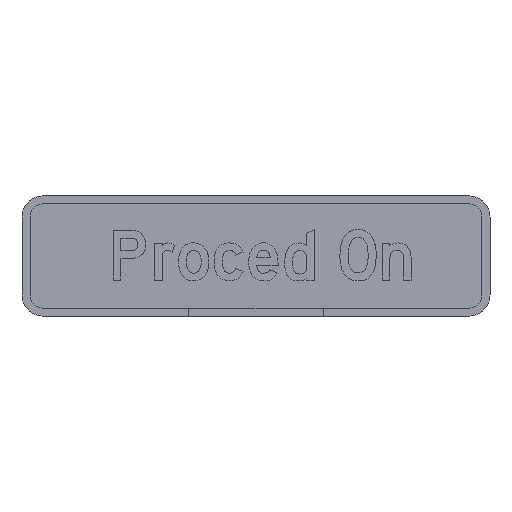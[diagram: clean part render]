
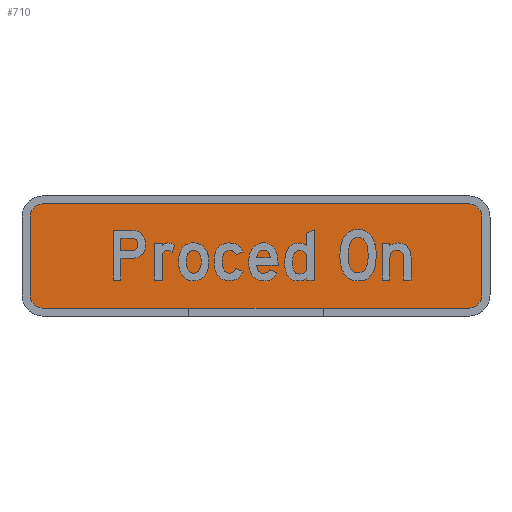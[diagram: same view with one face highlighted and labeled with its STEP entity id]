
A CAD part, top view. The second image highlights one B-rep face of the part: STEP entity #710.
In plain terms, the highlighted planar face has unit normal (0, 0, 1).
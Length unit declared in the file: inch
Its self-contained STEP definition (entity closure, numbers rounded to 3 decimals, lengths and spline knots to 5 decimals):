
#319 = VERTEX_POINT('',#320);
#320 = CARTESIAN_POINT('',(3.12992,-0.76772,
    0.05906));
#326 = EDGE_CURVE('',#327,#319,#329,.T.);
#327 = VERTEX_POINT('',#328);
#328 = CARTESIAN_POINT('',(-3.12992,-0.76772,
    0.05906));
#329 = LINE('',#330,#331);
#330 = CARTESIAN_POINT('',(1.56496,-0.76772,
    0.05906));
#331 = VECTOR('',#332,0.03937);
#332 = DIRECTION('',(1.,0.,0.));
#350 = VERTEX_POINT('',#351);
#351 = CARTESIAN_POINT('',(3.32677,-0.57087,
    0.05906));
#359 = EDGE_CURVE('',#319,#350,#360,.T.);
#360 = CIRCLE('',#361,0.19685);
#361 = AXIS2_PLACEMENT_3D('',#362,#363,#364);
#362 = CARTESIAN_POINT('',(3.12992,-0.57087,
    0.05906));
#363 = DIRECTION('',(0.,0.,1.));
#364 = DIRECTION('',(0.,-1.,0.));
#374 = EDGE_CURVE('',#350,#375,#377,.T.);
#375 = VERTEX_POINT('',#376);
#376 = CARTESIAN_POINT('',(3.32677,0.57087,
    0.05906));
#377 = LINE('',#378,#379);
#378 = CARTESIAN_POINT('',(3.32677,0.28543,
    0.05906));
#379 = VECTOR('',#380,0.03937);
#380 = DIRECTION('',(0.,1.,0.));
#399 = VERTEX_POINT('',#400);
#400 = CARTESIAN_POINT('',(3.12992,0.76772,
    0.05906));
#408 = EDGE_CURVE('',#375,#399,#409,.T.);
#409 = CIRCLE('',#410,0.19685);
#410 = AXIS2_PLACEMENT_3D('',#411,#412,#413);
#411 = CARTESIAN_POINT('',(3.12992,0.57087,
    0.05906));
#412 = DIRECTION('',(0.,0.,1.));
#413 = DIRECTION('',(1.,0.,-0.));
#423 = EDGE_CURVE('',#399,#424,#426,.T.);
#424 = VERTEX_POINT('',#425);
#425 = CARTESIAN_POINT('',(-3.12992,0.76772,
    0.05906));
#426 = LINE('',#427,#428);
#427 = CARTESIAN_POINT('',(-1.56496,0.76772,
    0.05906));
#428 = VECTOR('',#429,0.03937);
#429 = DIRECTION('',(-1.,0.,0.));
#448 = VERTEX_POINT('',#449);
#449 = CARTESIAN_POINT('',(-3.32677,0.57087,
    0.05906));
#457 = EDGE_CURVE('',#424,#448,#458,.T.);
#458 = CIRCLE('',#459,0.19685);
#459 = AXIS2_PLACEMENT_3D('',#460,#461,#462);
#460 = CARTESIAN_POINT('',(-3.12992,0.57087,
    0.05906));
#461 = DIRECTION('',(0.,-0.,1.));
#462 = DIRECTION('',(0.,1.,0.));
#472 = EDGE_CURVE('',#448,#473,#475,.T.);
#473 = VERTEX_POINT('',#474);
#474 = CARTESIAN_POINT('',(-3.32677,-0.57087,
    0.05906));
#475 = LINE('',#476,#477);
#476 = CARTESIAN_POINT('',(-3.32677,-0.28543,
    0.05906));
#477 = VECTOR('',#478,0.03937);
#478 = DIRECTION('',(0.,-1.,0.));
#499 = EDGE_CURVE('',#473,#327,#500,.T.);
#500 = CIRCLE('',#501,0.19685);
#501 = AXIS2_PLACEMENT_3D('',#502,#503,#504);
#502 = CARTESIAN_POINT('',(-3.12992,-0.57087,
    0.05906));
#503 = DIRECTION('',(0.,0.,1.));
#504 = DIRECTION('',(-1.,0.,0.));
#710 = ADVANCED_FACE('',(#711),#721,.T.);
#711 = FACE_BOUND('',#712,.T.);
#712 = EDGE_LOOP('',(#713,#714,#715,#716,#717,#718,#719,#720));
#713 = ORIENTED_EDGE('',*,*,#359,.T.);
#714 = ORIENTED_EDGE('',*,*,#374,.T.);
#715 = ORIENTED_EDGE('',*,*,#408,.T.);
#716 = ORIENTED_EDGE('',*,*,#423,.T.);
#717 = ORIENTED_EDGE('',*,*,#457,.T.);
#718 = ORIENTED_EDGE('',*,*,#472,.T.);
#719 = ORIENTED_EDGE('',*,*,#499,.T.);
#720 = ORIENTED_EDGE('',*,*,#326,.T.);
#721 = PLANE('',#722);
#722 = AXIS2_PLACEMENT_3D('',#723,#724,#725);
#723 = CARTESIAN_POINT('',(0.,0.,0.05906));
#724 = DIRECTION('',(0.,0.,1.));
#725 = DIRECTION('',(1.,0.,-0.));
